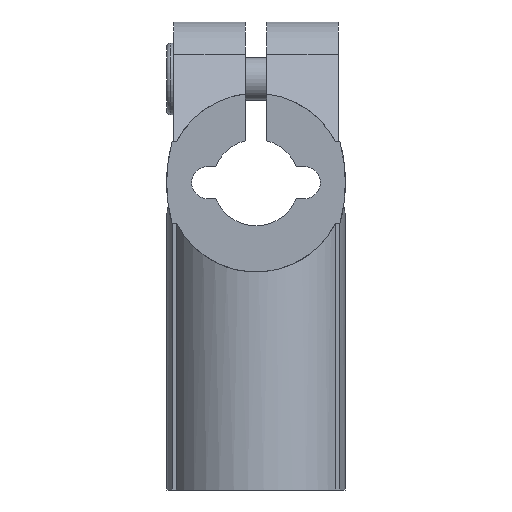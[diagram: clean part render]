
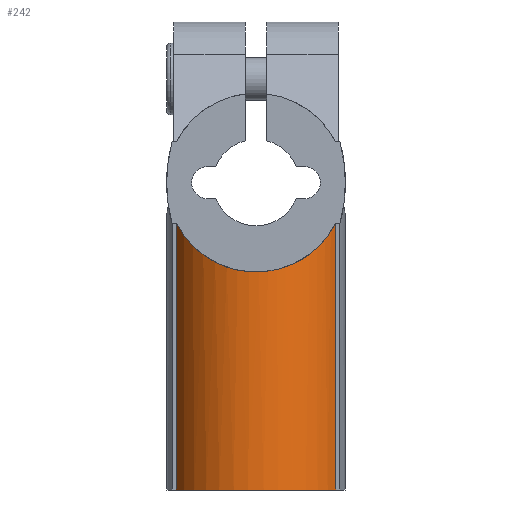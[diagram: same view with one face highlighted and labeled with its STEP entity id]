
A CAD part, front view. The second image highlights one B-rep face of the part: STEP entity #242.
In plain terms, the highlighted cylindrical face has radius 12.5 mm (diameter 25 mm), a partial arc.
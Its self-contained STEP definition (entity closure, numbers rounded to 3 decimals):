
#242 = ADVANCED_FACE( '', ( #584 ), #585, .T. );
#584 = FACE_OUTER_BOUND( '', #1034, .T. );
#585 = CYLINDRICAL_SURFACE( '', #1035, 12.5 );
#1034 = EDGE_LOOP( '', ( #1695, #1696, #1697, #1698 ) );
#1035 = AXIS2_PLACEMENT_3D( '', #1699, #1700, #1701 );
#1695 = ORIENTED_EDGE( '', *, *, #2735, .F. );
#1696 = ORIENTED_EDGE( '', *, *, #2562, .F. );
#1697 = ORIENTED_EDGE( '', *, *, #2608, .T. );
#1698 = ORIENTED_EDGE( '', *, *, #2694, .T. );
#1699 = CARTESIAN_POINT( '', ( 0., 0., -43. ) );
#1700 = DIRECTION( '', ( 0., 0., -1. ) );
#1701 = DIRECTION( '', ( 1., 0., 0. ) );
#2562 = EDGE_CURVE( '', #3043, #3039, #3045, .T. );
#2608 = EDGE_CURVE( '', #3043, #3123, #3125, .T. );
#2694 = EDGE_CURVE( '', #3123, #3267, #3270, .T. );
#2735 = EDGE_CURVE( '', #3039, #3267, #3332, .T. );
#3039 = VERTEX_POINT( '', #3735 );
#3043 = VERTEX_POINT( '', #3741 );
#3045 = LINE( '', #3744, #3745 );
#3123 = VERTEX_POINT( '', #3848 );
#3125 = CIRCLE( '', #3851, 12.5 );
#3267 = VERTEX_POINT( '', #4051 );
#3270 = LINE( '', #4055, #4056 );
#3332 = ELLIPSE( '', #4157, 17.678, 12.5 );
#3735 = CARTESIAN_POINT( '', ( -11.125, -5.7, -5.7 ) );
#3741 = CARTESIAN_POINT( '', ( -11.125, -5.7, -43. ) );
#3744 = CARTESIAN_POINT( '', ( -11.125, -5.7, -43. ) );
#3745 = VECTOR( '', #4788, 1000. );
#3848 = CARTESIAN_POINT( '', ( 11.125, -5.7, -43. ) );
#3851 = AXIS2_PLACEMENT_3D( '', #4842, #4843, #4844 );
#4051 = CARTESIAN_POINT( '', ( 11.125, -5.7, -5.7 ) );
#4055 = CARTESIAN_POINT( '', ( 11.125, -5.7, -43. ) );
#4056 = VECTOR( '', #4931, 1000. );
#4157 = AXIS2_PLACEMENT_3D( '', #4975, #4976, #4977 );
#4788 = DIRECTION( '', ( 0., 0., 1. ) );
#4842 = CARTESIAN_POINT( '', ( 0., 0., -43. ) );
#4843 = DIRECTION( '', ( 0., 0., 1. ) );
#4844 = DIRECTION( '', ( 1., 0., 0. ) );
#4931 = DIRECTION( '', ( 0., 0., 1. ) );
#4975 = CARTESIAN_POINT( '', ( 0., 0., 0. ) );
#4976 = DIRECTION( '', ( 0., -0.707, 0.707 ) );
#4977 = DIRECTION( '', ( 0., -0.707, -0.707 ) );
